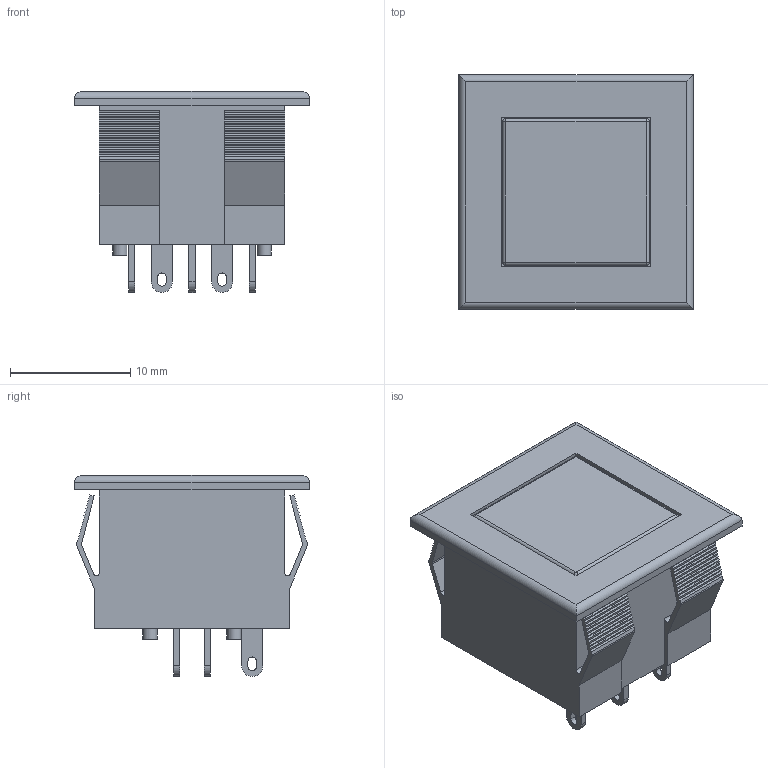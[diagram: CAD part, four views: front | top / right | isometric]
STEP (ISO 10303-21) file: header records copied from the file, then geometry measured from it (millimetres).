
FILE_DESCRIPTION(/* description */ (''),/* implementation_level */ '2;1');
FILE_NAME(/* name */ 'ULP12xxM1xPMCL1RGB.stp',/* time_stamp */ '2025-06-04T13:51:53-05:00',/* author */ ('mroman'),/* organization */ (''),/* preprocessor_version */ 'ST-DEVELOPER v18.1',/* originating_system */ 'Autodesk Inventor 2022',/* authorisation */ '');
FILE_SCHEMA (('AUTOMOTIVE_DESIGN { 1 0 10303 214 3 1 1 }'));
Length unit declared in the file: centimetre
Products named in the file (1): ULP12xxM1xPMCL1RGB
Bounding box: 19.5 x 19.5 x 16.7 mm (x, y, z)
Volume: 1469.2 mm3; surface area: 3879.9 mm2
Topology: 8 solids, 9 shells, 464 faces, 1274 edges, 843 vertices
Faces by surface type: plane 407, cylinder 53, sphere 4
Full cylindrical faces by diameter (mm): 1.2 x4
Entity records: 14550 total; most frequent: CARTESIAN_POINT 2578, ORIENTED_EDGE 2540, DIRECTION 2298, EDGE_CURVE 1270, LINE 1172, VECTOR 1172, VERTEX_POINT 843, AXIS2_PLACEMENT_3D 563
